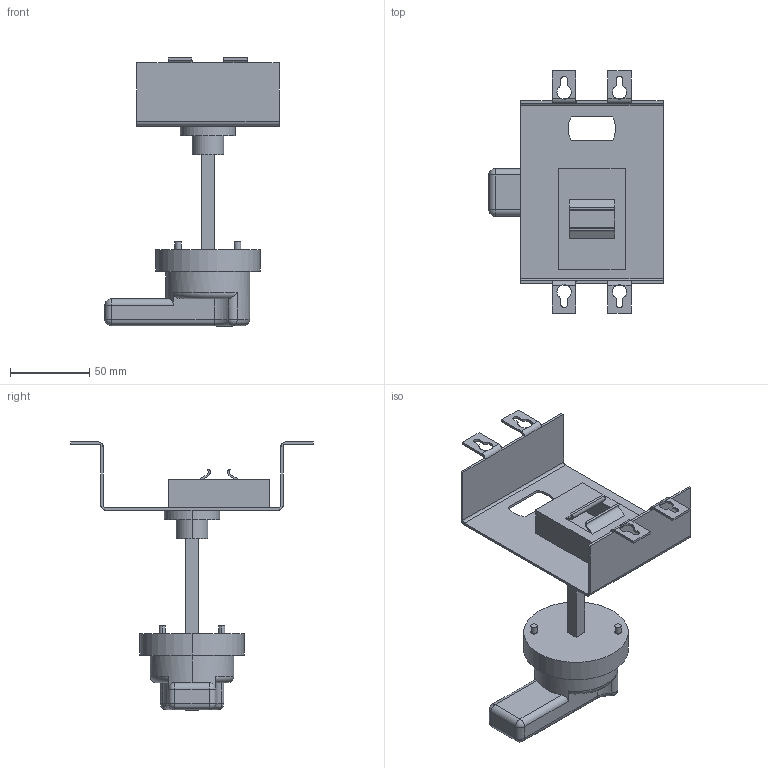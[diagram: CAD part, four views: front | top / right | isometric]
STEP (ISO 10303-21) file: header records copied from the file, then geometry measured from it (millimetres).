
FILE_DESCRIPTION (( 'STEP AP214' ), '1' );
FILE_NAME ('mccb99m-a-120 Ðó÷íîé ïîâîðîòíûé ïðèâîä ê ÂÀ-99Ì 250À.STEP', '2020-09-21T11:06:21', ( '' ), ( '' ), 'SwSTEP 2.0', 'SolidWorks 2019', '' );
FILE_SCHEMA (( 'AUTOMOTIVE_DESIGN' ));
Length unit declared in the file: millimetre
Products named in the file (1): mccb99m-a-120 Ðó÷íîé ïîâîðîòíûé ïðèâîä ê ÂÀ-99Ì 250À
Bounding box: 110 x 153 x 169.2 mm (x, y, z)
Volume: 179630.3 mm3; surface area: 66843 mm2
Topology: 1 solids, 1 shells, 186 faces, 498 edges, 312 vertices
Faces by surface type: plane 98, cylinder 66, cone 7, sphere 6, torus 5, bspline 4
Entity records: 6275 total; most frequent: CARTESIAN_POINT 1589, ORIENTED_EDGE 984, DIRECTION 957, EDGE_CURVE 492, AXIS2_PLACEMENT_3D 330, VERTEX_POINT 312, VECTOR 297, LINE 297
